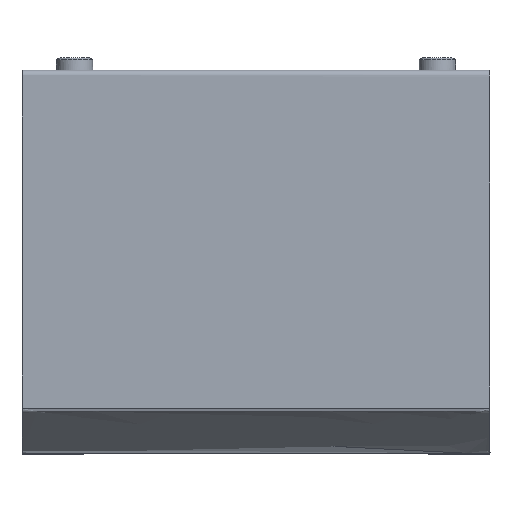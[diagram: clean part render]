
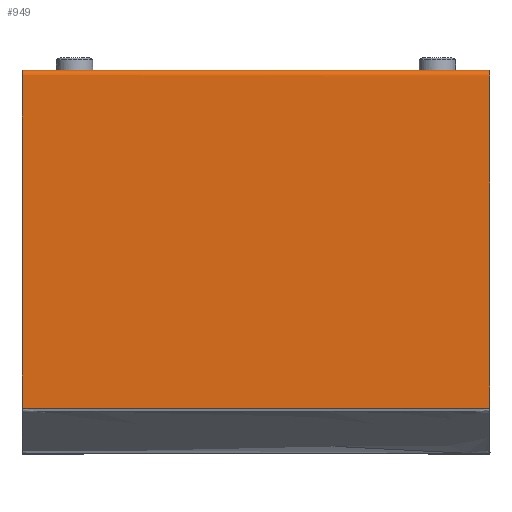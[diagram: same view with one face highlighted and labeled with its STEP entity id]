
A CAD part, top view. The second image highlights one B-rep face of the part: STEP entity #949.
In plain terms, the highlighted free-form (B-spline) face has degree [1, 2] with [2, 7] control points.
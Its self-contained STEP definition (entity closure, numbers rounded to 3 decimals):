
#73=(
BOUNDED_CURVE()
B_SPLINE_CURVE(2,(#7510,#7511,#7512,#7513,#7514,#7515,#7516),
 .UNSPECIFIED.,.F.,.F.)
B_SPLINE_CURVE_WITH_KNOTS((3,2,2,3),(-1025.791,-842.583,
-837.87,-824.87),.UNSPECIFIED.)
CURVE()
GEOMETRIC_REPRESENTATION_ITEM()
RATIONAL_B_SPLINE_CURVE((1.,1.,1.,0.707,1.,1.,1.))
REPRESENTATION_ITEM('')
);
#74=(
BOUNDED_CURVE()
B_SPLINE_CURVE(1,(#7517,#7518),.UNSPECIFIED.,.F.,.F.)
B_SPLINE_CURVE_WITH_KNOTS((2,2),(0.,258.),.UNSPECIFIED.)
CURVE()
GEOMETRIC_REPRESENTATION_ITEM()
RATIONAL_B_SPLINE_CURVE((1.,1.))
REPRESENTATION_ITEM('')
);
#75=(
BOUNDED_CURVE()
B_SPLINE_CURVE(2,(#7519,#7520,#7521,#7522,#7523,#7524,#7525),
 .UNSPECIFIED.,.F.,.F.)
B_SPLINE_CURVE_WITH_KNOTS((3,2,2,3),(824.87,837.87,
842.583,1025.791),.UNSPECIFIED.)
CURVE()
GEOMETRIC_REPRESENTATION_ITEM()
RATIONAL_B_SPLINE_CURVE((1.,1.,1.,0.707,1.,1.,1.))
REPRESENTATION_ITEM('')
);
#76=(
BOUNDED_CURVE()
B_SPLINE_CURVE(1,(#7526,#7527),.UNSPECIFIED.,.F.,.F.)
B_SPLINE_CURVE_WITH_KNOTS((2,2),(-258.,0.),.UNSPECIFIED.)
CURVE()
GEOMETRIC_REPRESENTATION_ITEM()
RATIONAL_B_SPLINE_CURVE((1.,1.))
REPRESENTATION_ITEM('')
);
#223=(
BOUNDED_SURFACE()
B_SPLINE_SURFACE(1,2,((#6805,#6806,#6807,#6808,#6809,#6810,#6811),(#6812,
#6813,#6814,#6815,#6816,#6817,#6818)),.UNSPECIFIED.,.F.,.F.,.F.)
B_SPLINE_SURFACE_WITH_KNOTS((2,2),(3,2,2,3),(0.,258.),(824.87,
837.87,842.583,1025.791),.UNSPECIFIED.)
GEOMETRIC_REPRESENTATION_ITEM()
RATIONAL_B_SPLINE_SURFACE(((1.,1.,1.,0.707,1.,1.,1.),(1.,1.,
1.,0.707,1.,1.,1.)))
REPRESENTATION_ITEM('')
SURFACE()
);
#949=ADVANCED_FACE('',(#1136),#223,.T.);
#1136=FACE_OUTER_BOUND('',#1310,.T.);
#1310=EDGE_LOOP('',(#1827,#1828,#1829,#1830));
#1827=ORIENTED_EDGE('',*,*,#2825,.F.);
#1828=ORIENTED_EDGE('',*,*,#2824,.T.);
#1829=ORIENTED_EDGE('',*,*,#2823,.F.);
#1830=ORIENTED_EDGE('',*,*,#2822,.T.);
#2822=EDGE_CURVE('',#4196,#4197,#73,.T.);
#2823=EDGE_CURVE('',#4196,#4244,#74,.T.);
#2824=EDGE_CURVE('',#4243,#4244,#75,.T.);
#2825=EDGE_CURVE('',#4243,#4197,#76,.T.);
#4196=VERTEX_POINT('',#7018);
#4197=VERTEX_POINT('',#7019);
#4243=VERTEX_POINT('',#7065);
#4244=VERTEX_POINT('',#7066);
#6805=CARTESIAN_POINT('',(129.,-7.,346.));
#6806=CARTESIAN_POINT('',(129.,-7.,352.5));
#6807=CARTESIAN_POINT('',(129.,-7.,359.));
#6808=CARTESIAN_POINT('',(129.,-7.,362.));
#6809=CARTESIAN_POINT('',(129.,-10.,362.));
#6810=CARTESIAN_POINT('',(129.,-101.604,362.));
#6811=CARTESIAN_POINT('',(129.,-193.208,362.));
#6812=CARTESIAN_POINT('',(-129.,-7.,346.));
#6813=CARTESIAN_POINT('',(-129.,-7.,352.5));
#6814=CARTESIAN_POINT('',(-129.,-7.,359.));
#6815=CARTESIAN_POINT('',(-129.,-7.,362.));
#6816=CARTESIAN_POINT('',(-129.,-10.,362.));
#6817=CARTESIAN_POINT('',(-129.,-101.604,362.));
#6818=CARTESIAN_POINT('',(-129.,-193.208,362.));
#7018=CARTESIAN_POINT('',(129.,-193.208,362.));
#7019=CARTESIAN_POINT('',(129.,-7.,346.));
#7065=CARTESIAN_POINT('',(-129.,-7.,346.));
#7066=CARTESIAN_POINT('',(-129.,-193.208,362.));
#7510=CARTESIAN_POINT('',(129.,-193.208,362.));
#7511=CARTESIAN_POINT('',(129.,-101.604,362.));
#7512=CARTESIAN_POINT('',(129.,-10.,362.));
#7513=CARTESIAN_POINT('',(129.,-7.,362.));
#7514=CARTESIAN_POINT('',(129.,-7.,359.));
#7515=CARTESIAN_POINT('',(129.,-7.,352.5));
#7516=CARTESIAN_POINT('',(129.,-7.,346.));
#7517=CARTESIAN_POINT('',(129.,-193.208,362.));
#7518=CARTESIAN_POINT('',(-129.,-193.208,362.));
#7519=CARTESIAN_POINT('',(-129.,-7.,346.));
#7520=CARTESIAN_POINT('',(-129.,-7.,352.5));
#7521=CARTESIAN_POINT('',(-129.,-7.,359.));
#7522=CARTESIAN_POINT('',(-129.,-7.,362.));
#7523=CARTESIAN_POINT('',(-129.,-10.,362.));
#7524=CARTESIAN_POINT('',(-129.,-101.604,362.));
#7525=CARTESIAN_POINT('',(-129.,-193.208,362.));
#7526=CARTESIAN_POINT('',(-129.,-7.,346.));
#7527=CARTESIAN_POINT('',(129.,-7.,346.));
